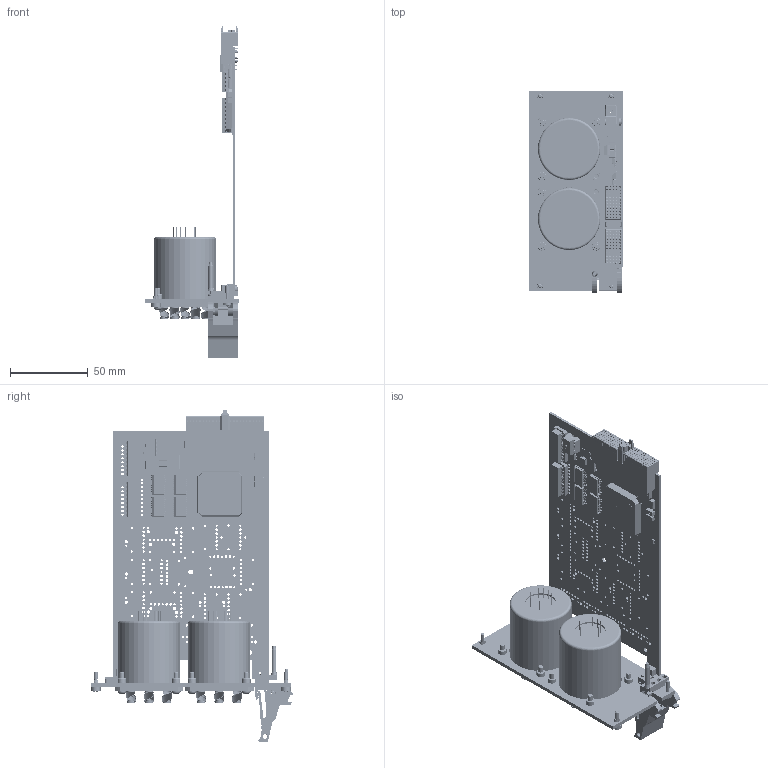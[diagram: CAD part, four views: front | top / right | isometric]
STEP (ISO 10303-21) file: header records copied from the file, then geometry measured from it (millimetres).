
FILE_DESCRIPTION (( 'STEP AP214' ), '1' );
FILE_NAME ('40-785-522 PXI uWave Dual 6CH MUX.STEP', '2013-09-09T13:59:06', ( 'admin' ), ( '' ), 'SwSTEP 2.0', 'SolidWorks 2012', '' );
FILE_SCHEMA (( 'AUTOMOTIVE_DESIGN' ));
Length unit declared in the file: millimetre
Products named in the file (1): 40-785-522 PXI uWave Dual 6CH MUX
Bounding box: 60 x 129.87 x 213.89 mm (x, y, z)
Surface area: 89142.5 mm2 (no closed solid volume)
Topology: 0 solids, 395 shells, 3270 faces, 15764 edges, 12477 vertices
Faces by surface type: plane 2272, cylinder 860, bspline 73, cone 34, torus 23, sphere 8
Full cylindrical faces by diameter (mm): 0.5 x19, 0.6 x110, 1 x24, 1.245 x5, 1.397 x60, 1.422 x27, 1.496 x1, 1.524 x66, 1.565 x2, 1.651 x80, 1.967 x2, 2 x7, 2.015 x1, 2.032 x16, 2.05 x1, 2.094 x1, 2.095 x5, 2.179 x1, 2.438 x2, 2.497 x1, 2.5 x5, 2.6 x1, 2.7 x1, 2.8 x1, 3 x3, 3.1 x6, 3.23 x3, 3.6 x14, 4.7 x1, 5 x4
Entity records: 214455 total; most frequent: CARTESIAN_POINT 61382, DIRECTION 22929, ORIENTED_EDGE 20047, EDGE_CURVE 15041, VERTEX_POINT 12328, VECTOR 9869, LINE 9869, AXIS2_PLACEMENT_3D 6530
